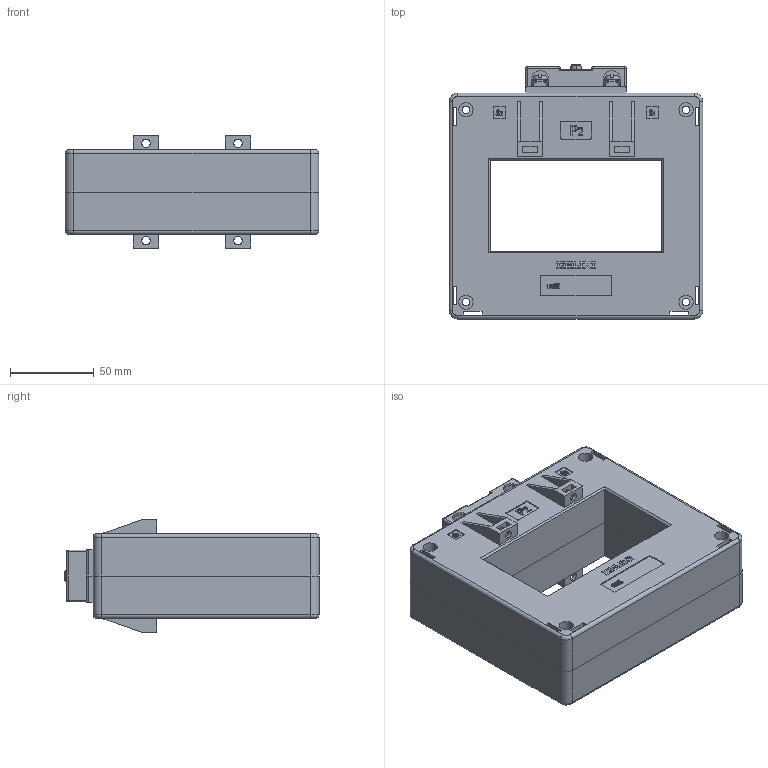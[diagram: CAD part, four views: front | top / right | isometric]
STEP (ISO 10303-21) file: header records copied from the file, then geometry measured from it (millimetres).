
FILE_DESCRIPTION (( 'STEP AP203' ), '1' );
FILE_NAME ('100L 装配.STEP', '2025-02-28T08:43:33', ( '微软用户' ), ( '微软中国' ), 'SwSTEP 2.0', 'SolidWorks 2019', '' );
FILE_SCHEMA (( 'CONFIG_CONTROL_DESIGN' ));
Length unit declared in the file: millimetre
Products named in the file (10): 100LP2; 肣И璃5x10; 蹟隊郪磁; 裔; 諉盄蹟佪3; 100LP1; 諉盄啣; 蹟隊; M4蹟譫; 100L 蚾饜
Assembly tree (12 placements, depth 3):
  100L 蚾饜
    100LP1
    100LP2
    肣И璃5x10  x2
    裔
    諉盄啣  x2
    蹟隊郪磁
      M4蹟譫
      蹟隊
    諉盄蹟佪3  x2
Bounding box: 151.5 x 151.8 x 67.2 mm (x, y, z)
Volume: 193085.8 mm3; surface area: 179289.7 mm2
Topology: 11 solids, 11 shells, 1533 faces, 4052 edges, 2643 vertices
Faces by surface type: plane 1030, cylinder 275, bspline 129, cone 57, torus 26, sphere 16
Entity records: 52869 total; most frequent: CARTESIAN_POINT 16253, ORIENTED_EDGE 7636, DIRECTION 6737, EDGE_CURVE 3818, LINE 2923, VECTOR 2923, VERTEX_POINT 2503, AXIS2_PLACEMENT_3D 1907
